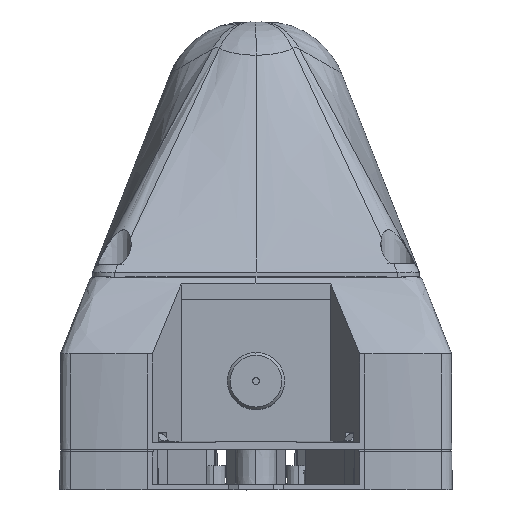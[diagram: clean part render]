
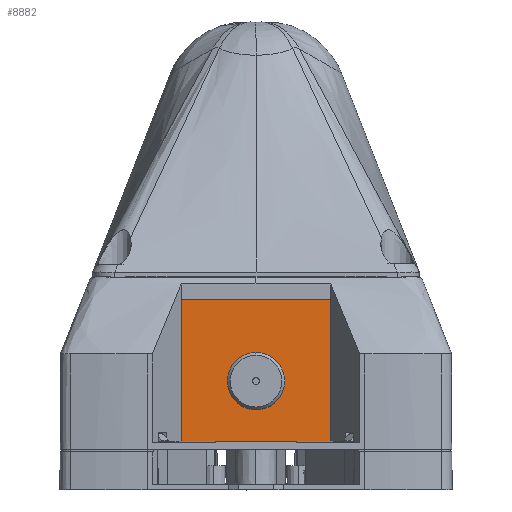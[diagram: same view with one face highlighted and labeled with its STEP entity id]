
A CAD part, left-side view. The second image highlights one B-rep face of the part: STEP entity #8882.
In plain terms, the highlighted planar face has unit normal (-1, 0, -0.018).
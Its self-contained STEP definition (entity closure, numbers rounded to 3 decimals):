
#1574 = EDGE_CURVE ( 'NONE', #40118, #11688, #38279, .T. ) ;
#2515 = CARTESIAN_POINT ( 'NONE',  ( -82.501, 0., 35.537 ) ) ;
#2598 = CARTESIAN_POINT ( 'NONE',  ( -81.933, -15., 3. ) ) ;
#2726 = EDGE_CURVE ( 'NONE', #33330, #33487, #33078, .T. ) ;
#2952 = CARTESIAN_POINT ( 'NONE',  ( -82.84, 27.5, 55. ) ) ;
#3579 = ORIENTED_EDGE ( 'NONE', *, *, #46749, .F. ) ;
#5439 = LINE ( 'NONE', #38504, #37329 ) ;
#6390 = VECTOR ( 'NONE', #46240, 1000. ) ;
#6627 = DIRECTION ( 'NONE',  ( 0.017, 0., -1. ) ) ;
#6740 = CARTESIAN_POINT ( 'NONE',  ( -82.317, 0., 24.997 ) ) ;
#6935 = DIRECTION ( 'NONE',  ( -1., 0., -0.017 ) ) ;
#7669 = FACE_BOUND ( 'NONE', #31227, .T. ) ;
#8742 = DIRECTION ( 'NONE',  ( -0.017, 0., 1. ) ) ;
#8882 = ADVANCED_FACE ( 'NONE', ( #49293, #7669 ), #41652, .F. ) ;
#10470 = VERTEX_POINT ( 'NONE', #44017 ) ;
#11688 = VERTEX_POINT ( 'NONE', #13300 ) ;
#11927 = VECTOR ( 'NONE', #19390, 1000. ) ;
#11982 = ORIENTED_EDGE ( 'NONE', *, *, #2726, .F. ) ;
#12739 = CARTESIAN_POINT ( 'NONE',  ( -82.817, 27.5, 53.636 ) ) ;
#13242 = ORIENTED_EDGE ( 'NONE', *, *, #51683, .F. ) ;
#13300 = CARTESIAN_POINT ( 'NONE',  ( -81.933, 15., 3. ) ) ;
#16971 = EDGE_LOOP ( 'NONE', ( #29586, #50352, #47750, #3579, #24317, #13242 ) ) ;
#19390 = DIRECTION ( 'NONE',  ( 0., -1., 0. ) ) ;
#19561 = VECTOR ( 'NONE', #46130, 1000. ) ;
#20030 = VECTOR ( 'NONE', #8742, 1000. ) ;
#20206 = CARTESIAN_POINT ( 'NONE',  ( -82.317, 0., 24.997 ) ) ;
#20883 = LINE ( 'NONE', #37843, #19561 ) ;
#21085 = DIRECTION ( 'NONE',  ( 1., 0., 0.017 ) ) ;
#23742 = EDGE_CURVE ( 'NONE', #33487, #33330, #40788, .T. ) ;
#24317 = ORIENTED_EDGE ( 'NONE', *, *, #41257, .F. ) ;
#24413 = DIRECTION ( 'NONE',  ( 0.017, 0., -1. ) ) ;
#25886 = CARTESIAN_POINT ( 'NONE',  ( -82.84, -27.5, 55. ) ) ;
#26574 = CARTESIAN_POINT ( 'NONE',  ( -82.84, 27.5, 55. ) ) ;
#27484 = CARTESIAN_POINT ( 'NONE',  ( -81.933, -27.5, 3. ) ) ;
#29366 = EDGE_CURVE ( 'NONE', #51397, #33812, #20883, .T. ) ;
#29586 = ORIENTED_EDGE ( 'NONE', *, *, #1574, .F. ) ;
#31227 = EDGE_LOOP ( 'NONE', ( #34113, #11982 ) ) ;
#32937 = VERTEX_POINT ( 'NONE', #26574 ) ;
#33078 = CIRCLE ( 'NONE', #34876, 10.542 ) ;
#33330 = VERTEX_POINT ( 'NONE', #34670 ) ;
#33487 = VERTEX_POINT ( 'NONE', #2515 ) ;
#33812 = VERTEX_POINT ( 'NONE', #25886 ) ;
#33858 = CARTESIAN_POINT ( 'NONE',  ( -81.933, -27.5, 3. ) ) ;
#34069 = LINE ( 'NONE', #2952, #11927 ) ;
#34113 = ORIENTED_EDGE ( 'NONE', *, *, #23742, .F. ) ;
#34670 = CARTESIAN_POINT ( 'NONE',  ( -82.133, 0., 14.456 ) ) ;
#34876 = AXIS2_PLACEMENT_3D ( 'NONE', #6740, #6935, #6627 ) ;
#37329 = VECTOR ( 'NONE', #42634, 1000. ) ;
#37843 = CARTESIAN_POINT ( 'NONE',  ( -82.817, -27.5, 53.636 ) ) ;
#38279 = LINE ( 'NONE', #48614, #6390 ) ;
#38504 = CARTESIAN_POINT ( 'NONE',  ( -81.933, 27.5, 3. ) ) ;
#38631 = AXIS2_PLACEMENT_3D ( 'NONE', #46010, #21085, #50206 ) ;
#39095 = LINE ( 'NONE', #33858, #48858 ) ;
#40118 = VERTEX_POINT ( 'NONE', #2598 ) ;
#40788 = CIRCLE ( 'NONE', #44796, 10.542 ) ;
#41257 = EDGE_CURVE ( 'NONE', #10470, #32937, #53286, .T. ) ;
#41652 = PLANE ( 'NONE',  #38631 ) ;
#42634 = DIRECTION ( 'NONE',  ( 0., 1., 0. ) ) ;
#44017 = CARTESIAN_POINT ( 'NONE',  ( -81.933, 27.5, 3. ) ) ;
#44796 = AXIS2_PLACEMENT_3D ( 'NONE', #20206, #49339, #24413 ) ;
#44996 = EDGE_CURVE ( 'NONE', #40118, #51397, #39095, .T. ) ;
#46010 = CARTESIAN_POINT ( 'NONE',  ( -82.875, -57.957, 56.965 ) ) ;
#46130 = DIRECTION ( 'NONE',  ( -0.017, 0., 1. ) ) ;
#46240 = DIRECTION ( 'NONE',  ( 0., 1., 0. ) ) ;
#46749 = EDGE_CURVE ( 'NONE', #32937, #33812, #34069, .T. ) ;
#47750 = ORIENTED_EDGE ( 'NONE', *, *, #29366, .T. ) ;
#48614 = CARTESIAN_POINT ( 'NONE',  ( -81.933, 27.5, 3. ) ) ;
#48858 = VECTOR ( 'NONE', #50018, 1000. ) ;
#49293 = FACE_OUTER_BOUND ( 'NONE', #16971, .T. ) ;
#49339 = DIRECTION ( 'NONE',  ( -1., 0., -0.017 ) ) ;
#50018 = DIRECTION ( 'NONE',  ( 0., -1., 0. ) ) ;
#50206 = DIRECTION ( 'NONE',  ( 0.017, 0., -1. ) ) ;
#50352 = ORIENTED_EDGE ( 'NONE', *, *, #44996, .T. ) ;
#51397 = VERTEX_POINT ( 'NONE', #27484 ) ;
#51683 = EDGE_CURVE ( 'NONE', #11688, #10470, #5439, .T. ) ;
#53286 = LINE ( 'NONE', #12739, #20030 ) ;
